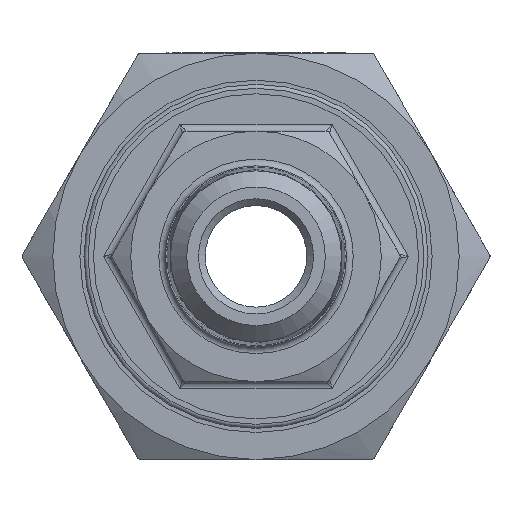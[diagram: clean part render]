
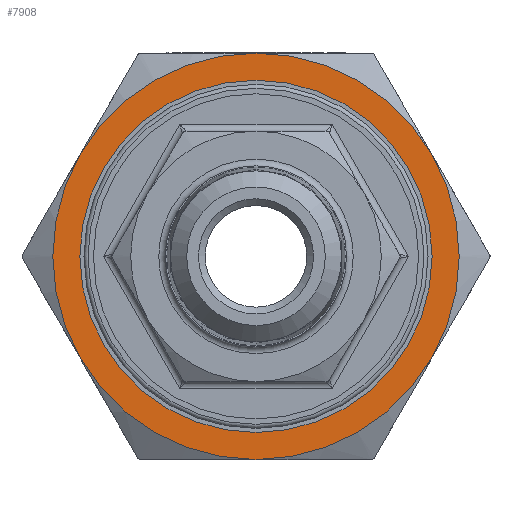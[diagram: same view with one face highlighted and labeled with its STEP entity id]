
A CAD part, left-side view. The second image highlights one B-rep face of the part: STEP entity #7908.
In plain terms, the highlighted planar face has unit normal (-1, 0, 0).
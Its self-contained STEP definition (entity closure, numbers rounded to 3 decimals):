
#1672 = CARTESIAN_POINT ( 'NONE',  ( -5.95, -12.99, 7.5 ) ) ;
#1686 = CARTESIAN_POINT ( 'NONE',  ( -5.95, -12.99, -7.5 ) ) ;
#1950 = EDGE_LOOP ( 'NONE', ( #5304 ) ) ;
#1982 = EDGE_LOOP ( 'NONE', ( #5337, #5324, #5291, #5319, #5306, #5305 ) ) ;
#2449 = CARTESIAN_POINT ( 'NONE',  ( -5.95, 0., 15. ) ) ;
#4039 = DIRECTION ( 'NONE',  ( 1., 0., 0. ) ) ;
#4044 = CARTESIAN_POINT ( 'NONE',  ( -5.95, 0., 0. ) ) ;
#4052 = DIRECTION ( 'NONE',  ( 0., 0., 1. ) ) ;
#4262 = CARTESIAN_POINT ( 'NONE',  ( -5.95, 0., 0. ) ) ;
#4275 = DIRECTION ( 'NONE',  ( -1., 0., 0. ) ) ;
#4291 = DIRECTION ( 'NONE',  ( 0., 0., 1. ) ) ;
#4763 = DIRECTION ( 'NONE',  ( -1., 0., 0. ) ) ;
#4766 = CARTESIAN_POINT ( 'NONE',  ( -5.95, 0., 0. ) ) ;
#4795 = DIRECTION ( 'NONE',  ( 0., 0., 1. ) ) ;
#5291 = ORIENTED_EDGE ( 'NONE', *, *, #7510, .T. ) ;
#5304 = ORIENTED_EDGE ( 'NONE', *, *, #7674, .T. ) ;
#5305 = ORIENTED_EDGE ( 'NONE', *, *, #7590, .T. ) ;
#5306 = ORIENTED_EDGE ( 'NONE', *, *, #7513, .T. ) ;
#5319 = ORIENTED_EDGE ( 'NONE', *, *, #7711, .T. ) ;
#5324 = ORIENTED_EDGE ( 'NONE', *, *, #13550, .T. ) ;
#5337 = ORIENTED_EDGE ( 'NONE', *, *, #8885, .T. ) ;
#5593 = VERTEX_POINT ( 'NONE', #2449 ) ;
#5648 = VERTEX_POINT ( 'NONE', #1672 ) ;
#5672 = VERTEX_POINT ( 'NONE', #1686 ) ;
#5722 = VERTEX_POINT ( 'NONE', #6910 ) ;
#5732 = VERTEX_POINT ( 'NONE', #6900 ) ;
#5738 = VERTEX_POINT ( 'NONE', #6928 ) ;
#6695 = DIRECTION ( 'NONE',  ( -1., 0., 0. ) ) ;
#6699 = CARTESIAN_POINT ( 'NONE',  ( -5.95, 0., 0. ) ) ;
#6713 = CARTESIAN_POINT ( 'NONE',  ( -5.95, 0., 0. ) ) ;
#6722 = DIRECTION ( 'NONE',  ( -1., 0., 0. ) ) ;
#6723 = DIRECTION ( 'NONE',  ( 0., 0., 1. ) ) ;
#6727 = DIRECTION ( 'NONE',  ( 0., 0., 1. ) ) ;
#6900 = CARTESIAN_POINT ( 'NONE',  ( -5.95, 0., -15. ) ) ;
#6910 = CARTESIAN_POINT ( 'NONE',  ( -5.95, 12.99, -7.5 ) ) ;
#6928 = CARTESIAN_POINT ( 'NONE',  ( -5.95, 12.99, 7.5 ) ) ;
#7510 = EDGE_CURVE ( 'NONE', #5648, #5593, #10913, .T. ) ;
#7513 = EDGE_CURVE ( 'NONE', #5738, #5722, #10967, .T. ) ;
#7590 = EDGE_CURVE ( 'NONE', #5722, #5732, #10227, .T. ) ;
#7674 = EDGE_CURVE ( 'NONE', #12515, #12515, #10045, .T. ) ;
#7711 = EDGE_CURVE ( 'NONE', #5593, #5738, #8506, .T. ) ;
#7882 = AXIS2_PLACEMENT_3D ( 'NONE', #12800, #12792, #12795 ) ;
#7908 = ADVANCED_FACE ( 'NONE', ( #12787, #12793 ), #12801, .F. ) ;
#8504 = AXIS2_PLACEMENT_3D ( 'NONE', #4262, #4275, #4291 ) ;
#8506 = CIRCLE ( 'NONE', #8504, 15. ) ;
#8885 = EDGE_CURVE ( 'NONE', #5732, #5672, #10184, .T. ) ;
#9818 = CIRCLE ( 'NONE', #9821, 15. ) ;
#9821 = AXIS2_PLACEMENT_3D ( 'NONE', #12386, #12406, #12405 ) ;
#10045 = CIRCLE ( 'NONE', #10090, 13. ) ;
#10090 = AXIS2_PLACEMENT_3D ( 'NONE', #4044, #4039, #4052 ) ;
#10184 = CIRCLE ( 'NONE', #10186, 15. ) ;
#10186 = AXIS2_PLACEMENT_3D ( 'NONE', #10410, #10419, #10443 ) ;
#10187 = AXIS2_PLACEMENT_3D ( 'NONE', #4766, #4763, #4795 ) ;
#10227 = CIRCLE ( 'NONE', #10187, 15. ) ;
#10410 = CARTESIAN_POINT ( 'NONE',  ( -5.95, 0., 0. ) ) ;
#10419 = DIRECTION ( 'NONE',  ( -1., 0., 0. ) ) ;
#10443 = DIRECTION ( 'NONE',  ( 0., 0., 1. ) ) ;
#10913 = CIRCLE ( 'NONE', #10914, 15. ) ;
#10914 = AXIS2_PLACEMENT_3D ( 'NONE', #6699, #6695, #6727 ) ;
#10967 = CIRCLE ( 'NONE', #10981, 15. ) ;
#10981 = AXIS2_PLACEMENT_3D ( 'NONE', #6713, #6722, #6723 ) ;
#11761 = CARTESIAN_POINT ( 'NONE',  ( -5.95, 0., 13. ) ) ;
#12386 = CARTESIAN_POINT ( 'NONE',  ( -5.95, 0., 0. ) ) ;
#12405 = DIRECTION ( 'NONE',  ( 0., 0., 1. ) ) ;
#12406 = DIRECTION ( 'NONE',  ( -1., 0., 0. ) ) ;
#12515 = VERTEX_POINT ( 'NONE', #11761 ) ;
#12787 = FACE_OUTER_BOUND ( 'NONE', #1982, .T. ) ;
#12792 = DIRECTION ( 'NONE',  ( 1., 0., 0. ) ) ;
#12793 = FACE_BOUND ( 'NONE', #1950, .T. ) ;
#12795 = DIRECTION ( 'NONE',  ( 0., 1., 0. ) ) ;
#12800 = CARTESIAN_POINT ( 'NONE',  ( -5.95, 0., 0. ) ) ;
#12801 = PLANE ( 'NONE',  #7882 ) ;
#13550 = EDGE_CURVE ( 'NONE', #5672, #5648, #9818, .T. ) ;
